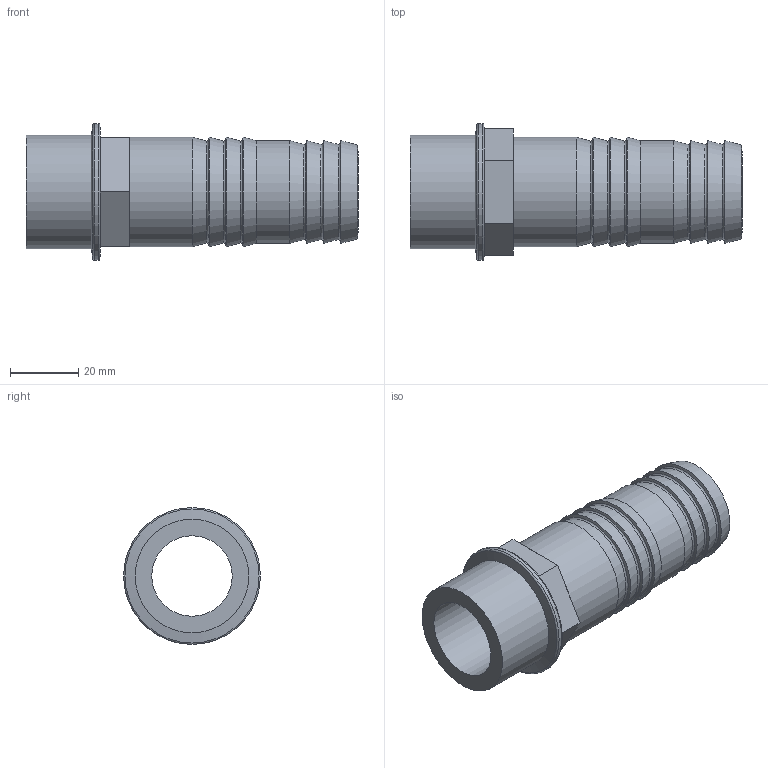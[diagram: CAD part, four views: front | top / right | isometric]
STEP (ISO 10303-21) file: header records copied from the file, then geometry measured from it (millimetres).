
FILE_DESCRIPTION(/* description */ (''),/* implementation_level */ '2;1');
FILE_NAME(/* name */ 'AFV100030032.ipt.stp',/* time_stamp */ '2013-10-01T14:35:17+02:00',/* author */ ('bfaro'),/* organization */ (''),/* preprocessor_version */ 'ST-DEVELOPER v15.2',/* originating_system */ 'Autodesk Inventor 2014',/* authorisation */ '');
FILE_SCHEMA (('AUTOMOTIVE_DESIGN { 1 0 10303 214 3 1 1 }'));
Length unit declared in the file: millimetre
Products named in the file (1): AFV100030032
Bounding box: 97 x 40 x 40 mm (x, y, z)
Volume: 33711.1 mm3; surface area: 18649.9 mm2
Topology: 1 solids, 1 shells, 49 faces, 113 edges, 65 vertices
Faces by surface type: plane 19, cone 17, torus 8, cylinder 5
Full cylindrical faces by diameter (mm): 23.5 x1, 30 x1, 32 x1, 33.2 x1, 40 x1
Entity records: 1083 total; most frequent: DIRECTION 208, CARTESIAN_POINT 164, ORIENTED_EDGE 132, AXIS2_PLACEMENT_3D 92, EDGE_LOOP 80, EDGE_CURVE 66, FACE_OUTER_BOUND 49, ADVANCED_FACE 49
